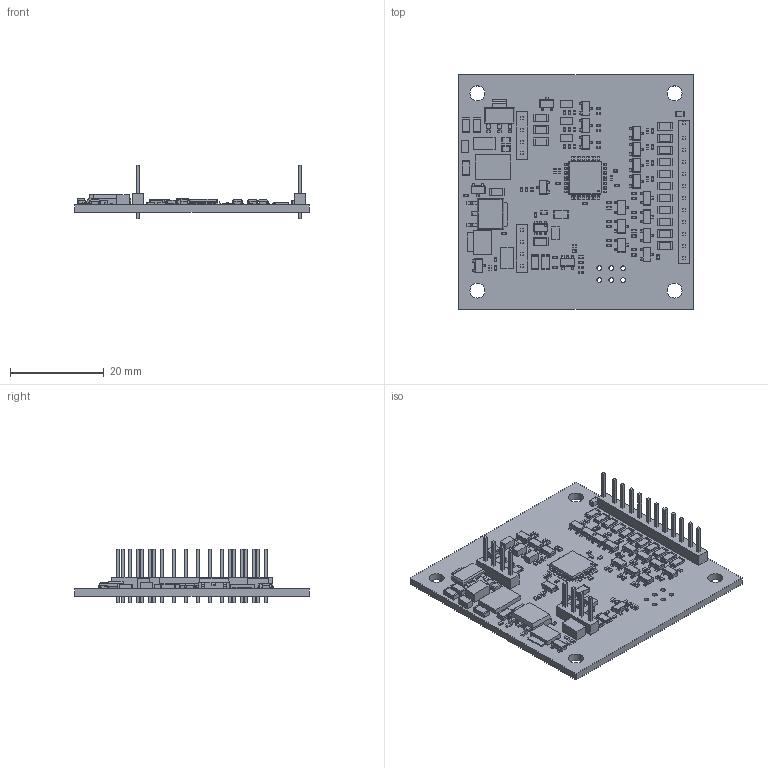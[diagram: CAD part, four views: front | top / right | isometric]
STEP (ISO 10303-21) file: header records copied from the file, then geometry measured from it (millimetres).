
FILE_DESCRIPTION(('Open CASCADE Model'),'2;1');
FILE_NAME('Open CASCADE Shape Model','2020-08-05T20:41:41',('Author'),( 'Open CASCADE'),'Open CASCADE STEP processor 6.8','Open CASCADE 6.8' ,'Unknown');
FILE_SCHEMA(('AUTOMOTIVE_DESIGN { 1 0 10303 214 1 1 1 1 }'));
Length unit declared in the file: millimetre
Products named in the file (171): PCB; Board; Open CASCADE STEP translator 6.8 2.1.1; J2; 6557049584; Extruded; 6557050544; U4; SOT23-5; U3; SOT23-6; Open CASCADE STEP translator 6.8 2.4.1.1; Open CASCADE STEP translator 6.8 2.4.1.2; U2; SOT223-3; U1; TQFP_32; R403; RESC0402_v2; R402; R401; R400; R312; R311; R310; R309; RESC1206_v1; R308; R307; R306; R305; R304; R303; R302; R301; R300; R220; R219; R218; R217 ...
Assembly tree (291 placements, depth 4):
  PCB
    Board
      Open CASCADE STEP translator 6.8 2.1.1
    J2
      6557049584
        Extruded
      6557050544  x4
        Extruded
    U4
      SOT23-5
    U3
      SOT23-6
        Open CASCADE STEP translator 6.8 2.4.1.1
        Open CASCADE STEP translator 6.8 2.4.1.2
    U2
      SOT223-3
      SOT223-3
      SOT223-3
      SOT223-3
      SOT223-3
    U1
      TQFP_32
    R403
      RESC0402_v2
    R402
      RESC0402_v2
    R401
      RESC0402_v2
    R400
      RESC0402_v2
    R312
      RESC0402_v2
    R311
      RESC0402_v2
    R310
      RESC0402_v2
    R309
      RESC1206_v1
    R308
      RESC1206_v1
    R307
      RESC1206_v1
    R306
      RESC0402_v2
    R305
      RESC0402_v2
    R304
      RESC0402_v2
    R303
      RESC0402_v2
    R302
      RESC0402_v2
    R301
      RESC0402_v2
    R300
      RESC0402_v2
    R220
      RESC0402_v2
    R219
      RESC0402_v2
Bounding box: 50 x 50 x 11.5 mm (x, y, z)
Volume: 4842.6 mm3; surface area: 8879.4 mm2
Topology: 486 solids, 488 shells, 7304 faces, 15679 edges, 9349 vertices
Faces by surface type: plane 3156, cylinder 2024, bspline 1193, sphere 931
Full cylindrical faces by diameter (mm): 1 x6, 1.15 x20, 3.2 x4
Entity records: 45739 total; most frequent: CARTESIAN_POINT 18593, ORIENTED_EDGE 5566, DIRECTION 3408, EDGE_CURVE 2784, VERTEX_POINT 1771, B_SPLINE_CURVE_WITH_KNOTS 1525, AXIS2_PLACEMENT_3D 1288, FACE_BOUND 1261
